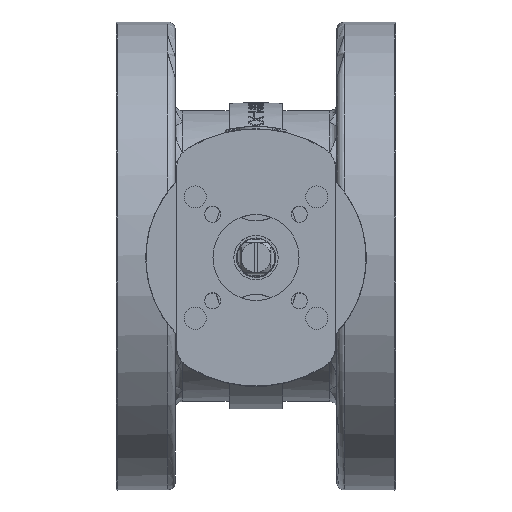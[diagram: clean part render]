
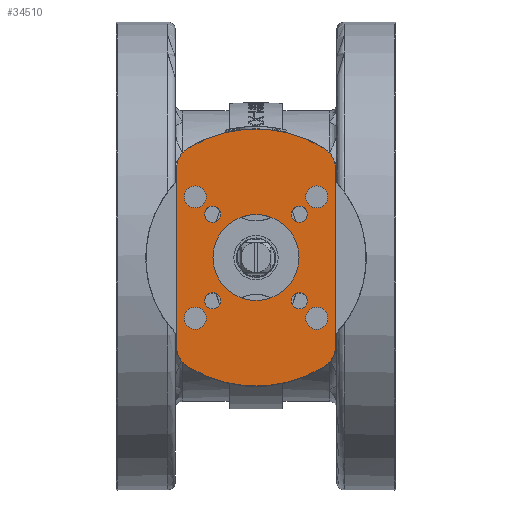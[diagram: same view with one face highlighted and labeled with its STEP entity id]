
A CAD part, top view. The second image highlights one B-rep face of the part: STEP entity #34510.
In plain terms, the highlighted planar face has unit normal (0, 0, 1).
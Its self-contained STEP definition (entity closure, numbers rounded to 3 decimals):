
#2292=LINE('',#48646,#4131);
#2293=LINE('',#48654,#4132);
#4131=VECTOR('',#40200,10.);
#4132=VECTOR('',#40207,10.);
#6135=PLANE('',#36748);
#6901=FACE_BOUND('',#9712,.T.);
#6902=FACE_BOUND('',#9713,.T.);
#6903=FACE_BOUND('',#9714,.T.);
#6904=FACE_BOUND('',#9715,.T.);
#6905=FACE_BOUND('',#9716,.T.);
#6906=FACE_BOUND('',#9717,.T.);
#6907=FACE_BOUND('',#9718,.T.);
#6908=FACE_BOUND('',#9719,.T.);
#6909=FACE_BOUND('',#9720,.T.);
#7548=FACE_OUTER_BOUND('',#9711,.T.);
#9711=EDGE_LOOP('',(#22468,#22469,#22470,#22471,#22472,#22473,#22474,#22475));
#9712=EDGE_LOOP('',(#22476));
#9713=EDGE_LOOP('',(#22477));
#9714=EDGE_LOOP('',(#22478));
#9715=EDGE_LOOP('',(#22479));
#9716=EDGE_LOOP('',(#22480));
#9717=EDGE_LOOP('',(#22481));
#9718=EDGE_LOOP('',(#22482));
#9719=EDGE_LOOP('',(#22483));
#9720=EDGE_LOOP('',(#22484));
#12340=CIRCLE('',#36749,52.5);
#12341=CIRCLE('',#36750,10.);
#12342=CIRCLE('',#36751,10.);
#12343=CIRCLE('',#36752,52.5);
#12344=CIRCLE('',#36753,10.);
#12345=CIRCLE('',#36754,10.);
#12346=CIRCLE('',#36755,17.55);
#12347=CIRCLE('',#36756,3.3);
#12348=CIRCLE('',#36757,3.3);
#12349=CIRCLE('',#36758,3.3);
#12350=CIRCLE('',#36759,3.3);
#12351=CIRCLE('',#36760,4.5);
#12352=CIRCLE('',#36761,4.5);
#12353=CIRCLE('',#36762,4.5);
#12354=CIRCLE('',#36763,4.5);
#13993=VERTEX_POINT('',#48640);
#13994=VERTEX_POINT('',#48641);
#13995=VERTEX_POINT('',#48643);
#13996=VERTEX_POINT('',#48645);
#13997=VERTEX_POINT('',#48647);
#13998=VERTEX_POINT('',#48649);
#13999=VERTEX_POINT('',#48651);
#14000=VERTEX_POINT('',#48653);
#14001=VERTEX_POINT('',#48656);
#14002=VERTEX_POINT('',#48658);
#14003=VERTEX_POINT('',#48660);
#14004=VERTEX_POINT('',#48662);
#14005=VERTEX_POINT('',#48664);
#14006=VERTEX_POINT('',#48666);
#14007=VERTEX_POINT('',#48668);
#14008=VERTEX_POINT('',#48670);
#14009=VERTEX_POINT('',#48672);
#17338=EDGE_CURVE('',#13993,#13994,#12340,.T.);
#17339=EDGE_CURVE('',#13994,#13995,#12341,.T.);
#17340=EDGE_CURVE('',#13995,#13996,#2292,.T.);
#17341=EDGE_CURVE('',#13996,#13997,#12342,.T.);
#17342=EDGE_CURVE('',#13997,#13998,#12343,.T.);
#17343=EDGE_CURVE('',#13998,#13999,#12344,.T.);
#17344=EDGE_CURVE('',#13999,#14000,#2293,.T.);
#17345=EDGE_CURVE('',#14000,#13993,#12345,.T.);
#17346=EDGE_CURVE('',#14001,#14001,#12346,.T.);
#17347=EDGE_CURVE('',#14002,#14002,#12347,.T.);
#17348=EDGE_CURVE('',#14003,#14003,#12348,.T.);
#17349=EDGE_CURVE('',#14004,#14004,#12349,.T.);
#17350=EDGE_CURVE('',#14005,#14005,#12350,.T.);
#17351=EDGE_CURVE('',#14006,#14006,#12351,.T.);
#17352=EDGE_CURVE('',#14007,#14007,#12352,.T.);
#17353=EDGE_CURVE('',#14008,#14008,#12353,.T.);
#17354=EDGE_CURVE('',#14009,#14009,#12354,.T.);
#22468=ORIENTED_EDGE('',*,*,#17338,.T.);
#22469=ORIENTED_EDGE('',*,*,#17339,.T.);
#22470=ORIENTED_EDGE('',*,*,#17340,.T.);
#22471=ORIENTED_EDGE('',*,*,#17341,.T.);
#22472=ORIENTED_EDGE('',*,*,#17342,.T.);
#22473=ORIENTED_EDGE('',*,*,#17343,.T.);
#22474=ORIENTED_EDGE('',*,*,#17344,.T.);
#22475=ORIENTED_EDGE('',*,*,#17345,.T.);
#22476=ORIENTED_EDGE('',*,*,#17346,.F.);
#22477=ORIENTED_EDGE('',*,*,#17347,.F.);
#22478=ORIENTED_EDGE('',*,*,#17348,.F.);
#22479=ORIENTED_EDGE('',*,*,#17349,.F.);
#22480=ORIENTED_EDGE('',*,*,#17350,.F.);
#22481=ORIENTED_EDGE('',*,*,#17351,.F.);
#22482=ORIENTED_EDGE('',*,*,#17352,.F.);
#22483=ORIENTED_EDGE('',*,*,#17353,.F.);
#22484=ORIENTED_EDGE('',*,*,#17354,.F.);
#34510=ADVANCED_FACE('',(#7548,#6901,#6902,#6903,#6904,#6905,#6906,#6907,
#6908,#6909),#6135,.F.);
#36748=AXIS2_PLACEMENT_3D('',#48639,#40194,#40195);
#36749=AXIS2_PLACEMENT_3D('',#48642,#40196,#40197);
#36750=AXIS2_PLACEMENT_3D('',#48644,#40198,#40199);
#36751=AXIS2_PLACEMENT_3D('',#48648,#40201,#40202);
#36752=AXIS2_PLACEMENT_3D('',#48650,#40203,#40204);
#36753=AXIS2_PLACEMENT_3D('',#48652,#40205,#40206);
#36754=AXIS2_PLACEMENT_3D('',#48655,#40208,#40209);
#36755=AXIS2_PLACEMENT_3D('',#48657,#40210,#40211);
#36756=AXIS2_PLACEMENT_3D('',#48659,#40212,#40213);
#36757=AXIS2_PLACEMENT_3D('',#48661,#40214,#40215);
#36758=AXIS2_PLACEMENT_3D('',#48663,#40216,#40217);
#36759=AXIS2_PLACEMENT_3D('',#48665,#40218,#40219);
#36760=AXIS2_PLACEMENT_3D('',#48667,#40220,#40221);
#36761=AXIS2_PLACEMENT_3D('',#48669,#40222,#40223);
#36762=AXIS2_PLACEMENT_3D('',#48671,#40224,#40225);
#36763=AXIS2_PLACEMENT_3D('',#48673,#40226,#40227);
#40194=DIRECTION('center_axis',(0.,0.,
-1.));
#40195=DIRECTION('ref_axis',(1.,0.,0.));
#40196=DIRECTION('center_axis',(0.,0.,
1.));
#40197=DIRECTION('ref_axis',(0.,1.,0.));
#40198=DIRECTION('center_axis',(0.,0.,
1.));
#40199=DIRECTION('ref_axis',(-0.874,0.485,0.));
#40200=DIRECTION('',(0.,-1.,0.));
#40201=DIRECTION('center_axis',(0.,0.,
1.));
#40202=DIRECTION('ref_axis',(-0.874,-0.485,0.));
#40203=DIRECTION('center_axis',(0.,0.,
1.));
#40204=DIRECTION('ref_axis',(0.,-1.,0.));
#40205=DIRECTION('center_axis',(0.,0.,
1.));
#40206=DIRECTION('ref_axis',(0.874,-0.485,0.));
#40207=DIRECTION('',(0.,1.,0.));
#40208=DIRECTION('center_axis',(0.,0.,
1.));
#40209=DIRECTION('ref_axis',(0.874,0.485,0.));
#40210=DIRECTION('center_axis',(0.,0.,
1.));
#40211=DIRECTION('ref_axis',(0.,1.,0.));
#40212=DIRECTION('center_axis',(0.,0.,
1.));
#40213=DIRECTION('ref_axis',(0.,-1.,0.));
#40214=DIRECTION('center_axis',(0.,0.,
1.));
#40215=DIRECTION('ref_axis',(0.,-1.,0.));
#40216=DIRECTION('center_axis',(0.,0.,
1.));
#40217=DIRECTION('ref_axis',(0.,-1.,0.));
#40218=DIRECTION('center_axis',(0.,0.,
1.));
#40219=DIRECTION('ref_axis',(0.,-1.,0.));
#40220=DIRECTION('center_axis',(0.,0.,
1.));
#40221=DIRECTION('ref_axis',(0.,-1.,0.));
#40222=DIRECTION('center_axis',(0.,0.,
1.));
#40223=DIRECTION('ref_axis',(0.,-1.,0.));
#40224=DIRECTION('center_axis',(0.,0.,
1.));
#40225=DIRECTION('ref_axis',(0.,-1.,0.));
#40226=DIRECTION('center_axis',(0.,0.,
1.));
#40227=DIRECTION('ref_axis',(0.,-1.,0.));
#48639=CARTESIAN_POINT('Origin',(-32.501,-53.501,222.));
#48640=CARTESIAN_POINT('',(27.794,43.539,222.));
#48641=CARTESIAN_POINT('',(-27.794,43.539,222.));
#48642=CARTESIAN_POINT('Origin',(0.,-1.,
222.));
#48643=CARTESIAN_POINT('',(-32.5,35.056,222.));
#48644=CARTESIAN_POINT('Origin',(-22.5,35.056,222.));
#48645=CARTESIAN_POINT('',(-32.5,-37.056,222.));
#48646=CARTESIAN_POINT('',(-32.5,25.251,222.));
#48647=CARTESIAN_POINT('',(-27.794,-45.539,222.));
#48648=CARTESIAN_POINT('Origin',(-22.5,-37.056,222.));
#48649=CARTESIAN_POINT('',(27.794,-45.539,222.));
#48650=CARTESIAN_POINT('Origin',(0.,-1.,
222.));
#48651=CARTESIAN_POINT('',(32.5,-37.056,222.));
#48652=CARTESIAN_POINT('Origin',(22.5,-37.056,222.));
#48653=CARTESIAN_POINT('',(32.5,35.056,222.));
#48654=CARTESIAN_POINT('',(32.5,25.251,222.));
#48655=CARTESIAN_POINT('Origin',(22.5,35.056,222.));
#48656=CARTESIAN_POINT('',(0.,-18.55,222.));
#48657=CARTESIAN_POINT('Origin',(0.,-1.,
222.));
#48658=CARTESIAN_POINT('',(17.678,19.978,222.));
#48659=CARTESIAN_POINT('Origin',(17.678,16.678,222.));
#48660=CARTESIAN_POINT('',(-17.678,-15.378,222.));
#48661=CARTESIAN_POINT('Origin',(-17.678,-18.678,222.));
#48662=CARTESIAN_POINT('',(17.678,-15.378,222.));
#48663=CARTESIAN_POINT('Origin',(17.678,-18.678,222.));
#48664=CARTESIAN_POINT('',(-17.678,19.978,222.));
#48665=CARTESIAN_POINT('Origin',(-17.678,16.678,222.));
#48666=CARTESIAN_POINT('',(24.749,-21.249,222.));
#48667=CARTESIAN_POINT('Origin',(24.749,-25.749,222.));
#48668=CARTESIAN_POINT('',(-24.749,-21.249,222.));
#48669=CARTESIAN_POINT('Origin',(-24.749,-25.749,222.));
#48670=CARTESIAN_POINT('',(-24.749,28.249,222.));
#48671=CARTESIAN_POINT('Origin',(-24.749,23.749,222.));
#48672=CARTESIAN_POINT('',(24.749,28.249,222.));
#48673=CARTESIAN_POINT('Origin',(24.749,23.749,222.));
